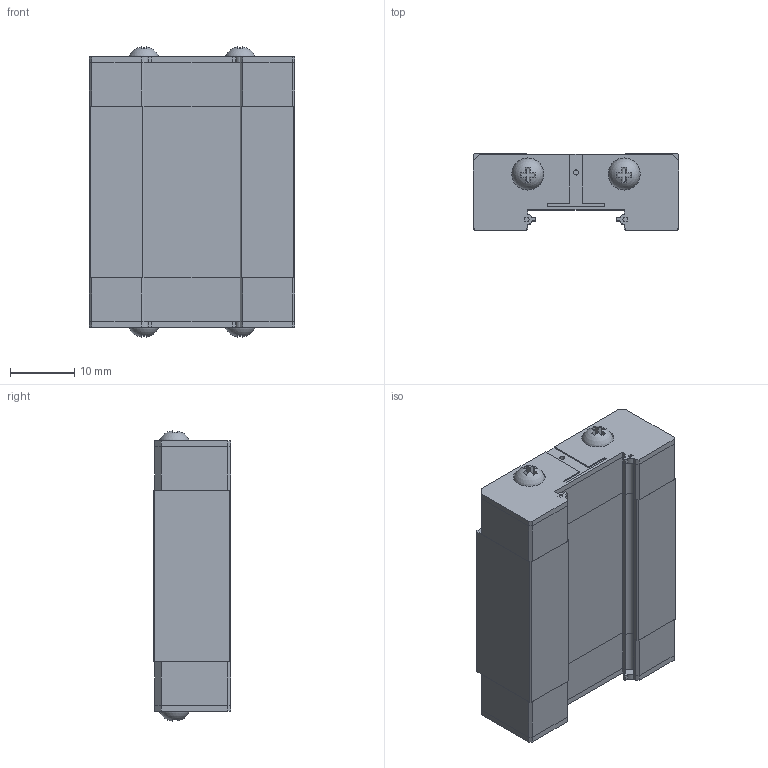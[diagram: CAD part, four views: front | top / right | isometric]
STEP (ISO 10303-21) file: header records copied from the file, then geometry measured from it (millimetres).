
FILE_DESCRIPTION (( 'STEP AP203' ), '1' );
FILE_NAME ('MGN15C.STEP', '2019-04-05T06:28:49', ( '' ), ( '' ), 'SwSTEP 2.0', 'SolidWorks 2018', '' );
FILE_SCHEMA (( 'CONFIG_CONTROL_DESIGN' ));
Length unit declared in the file: millimetre
Products named in the file (1): MGN15C
Bounding box: 32 x 12 x 45.21 mm (x, y, z)
Volume: 13794.1 mm3; surface area: 7682.4 mm2
Topology: 9 solids, 9 shells, 253 faces, 689 edges, 454 vertices
Faces by surface type: plane 194, cylinder 47, cone 8, sphere 4
Entity records: 7942 total; most frequent: CARTESIAN_POINT 1377, ORIENTED_EDGE 1346, DIRECTION 1331, EDGE_CURVE 673, LINE 523, VECTOR 523, VERTEX_POINT 450, AXIS2_PLACEMENT_3D 404
